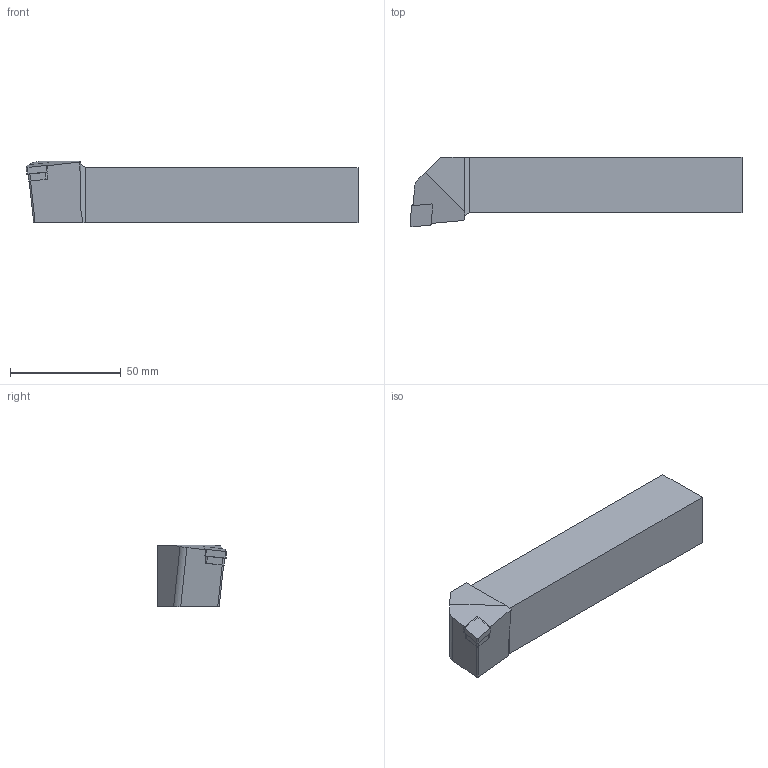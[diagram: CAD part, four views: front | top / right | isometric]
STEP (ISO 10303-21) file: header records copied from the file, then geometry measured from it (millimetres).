
FILE_DESCRIPTION(/* description */ (''),/* implementation_level */ '2;1');
FILE_NAME(/* name */ 'PCLNR-2525-M09.stp',/* time_stamp */ '2023-09-29T12:20:14+03:00',/* author */ (''),/* organization */ (''),/* preprocessor_version */ 'ST-DEVELOPER v19.4',/* originating_system */ 'SIEMENS PLM Software NX2306.3001',/* authorisation */ '');
FILE_SCHEMA (('AUTOMOTIVE_DESIGN { 1 0 10303 214 3 1 1 1 }'));
Length unit declared in the file: millimetre
Products named in the file (1): PCLNR-2525-M09
Bounding box: 149.96 x 31.46 x 28 mm (x, y, z)
Volume: 93773 mm3; surface area: 16472.2 mm2
Topology: 2 solids, 2 shells, 39 faces, 101 edges, 66 vertices
Faces by surface type: plane 29, cylinder 10
Entity records: 1285 total; most frequent: CARTESIAN_POINT 207, DIRECTION 203, ORIENTED_EDGE 202, EDGE_CURVE 101, LINE 79, VECTOR 79, VERTEX_POINT 66, AXIS2_PLACEMENT_3D 62
